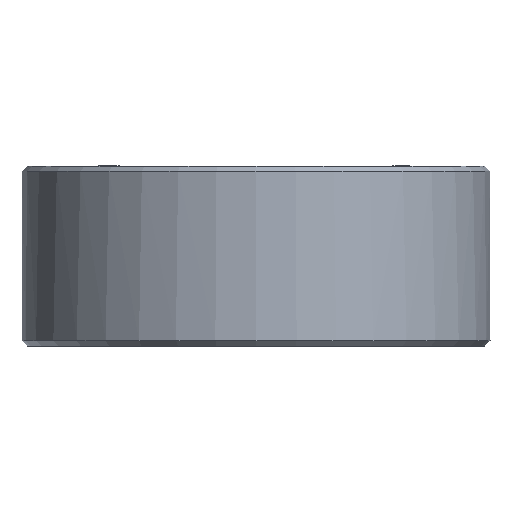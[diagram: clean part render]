
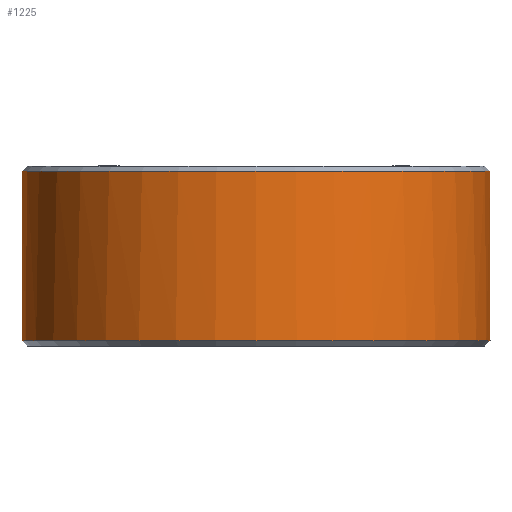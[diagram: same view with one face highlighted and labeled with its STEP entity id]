
A CAD part, front view. The second image highlights one B-rep face of the part: STEP entity #1225.
In plain terms, the highlighted cylindrical face has radius 13 mm (diameter 26 mm), a full revolution.
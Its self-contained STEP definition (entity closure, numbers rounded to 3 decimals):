
#8 = CARTESIAN_POINT ( 'NONE',  ( -12.988, -0.55, 4. ) ) ;
#9 = EDGE_CURVE ( 'NONE', #107, #107, #142, .T. ) ;
#17 = VECTOR ( 'NONE', #96, 1000. ) ;
#25 = DIRECTION ( 'NONE',  ( 0., 0., -1. ) ) ;
#28 = CARTESIAN_POINT ( 'NONE',  ( -12.988, 0.55, 4. ) ) ;
#34 = CARTESIAN_POINT ( 'NONE',  ( 12.988, -0.55, 4. ) ) ;
#37 = CIRCLE ( 'NONE', #584, 13. ) ;
#88 = VERTEX_POINT ( 'NONE', #532 ) ;
#96 = DIRECTION ( 'NONE',  ( 0., 0., 1. ) ) ;
#107 = VERTEX_POINT ( 'NONE', #124 ) ;
#113 = VECTOR ( 'NONE', #305, 1000. ) ;
#120 = LINE ( 'NONE', #370, #17 ) ;
#124 = CARTESIAN_POINT ( 'NONE',  ( -13., 0., -4.7 ) ) ;
#129 = LINE ( 'NONE', #8, #377 ) ;
#142 = CIRCLE ( 'NONE', #687, 13. ) ;
#154 = ORIENTED_EDGE ( 'NONE', *, *, #780, .T. ) ;
#158 = VERTEX_POINT ( 'NONE', #958 ) ;
#177 = EDGE_CURVE ( 'NONE', #423, #1078, #37, .T. ) ;
#234 = DIRECTION ( 'NONE',  ( 0., 0., -1. ) ) ;
#248 = CIRCLE ( 'NONE', #509, 13. ) ;
#305 = DIRECTION ( 'NONE',  ( 0., 0., -1. ) ) ;
#310 = EDGE_LOOP ( 'NONE', ( #1229 ) ) ;
#318 = CARTESIAN_POINT ( 'NONE',  ( 12.988, -0.55, 4. ) ) ;
#334 = DIRECTION ( 'NONE',  ( -1., 0., 0. ) ) ;
#339 = CARTESIAN_POINT ( 'NONE',  ( 0., 0., 5. ) ) ;
#370 = CARTESIAN_POINT ( 'NONE',  ( -12.988, 0.55, 4. ) ) ;
#377 = VECTOR ( 'NONE', #1501, 1000. ) ;
#423 = VERTEX_POINT ( 'NONE', #34 ) ;
#450 = ORIENTED_EDGE ( 'NONE', *, *, #494, .T. ) ;
#451 = DIRECTION ( 'NONE',  ( -1., 0., 0. ) ) ;
#467 = CARTESIAN_POINT ( 'NONE',  ( -12.988, 0.55, 4.7 ) ) ;
#494 = EDGE_CURVE ( 'NONE', #88, #1078, #1421, .T. ) ;
#500 = ORIENTED_EDGE ( 'NONE', *, *, #1036, .T. ) ;
#509 = AXIS2_PLACEMENT_3D ( 'NONE', #522, #25, #1507 ) ;
#514 = ORIENTED_EDGE ( 'NONE', *, *, #177, .F. ) ;
#516 = VERTEX_POINT ( 'NONE', #28 ) ;
#522 = CARTESIAN_POINT ( 'NONE',  ( 0., 0., 4.7 ) ) ;
#532 = CARTESIAN_POINT ( 'NONE',  ( 12.988, 0.55, 4.7 ) ) ;
#537 = ORIENTED_EDGE ( 'NONE', *, *, #842, .T. ) ;
#542 = DIRECTION ( 'NONE',  ( 0., 0., 1. ) ) ;
#555 = DIRECTION ( 'NONE',  ( 0., 0., 1. ) ) ;
#563 = DIRECTION ( 'NONE',  ( 0., 0., -1. ) ) ;
#584 = AXIS2_PLACEMENT_3D ( 'NONE', #1096, #804, #695 ) ;
#601 = CARTESIAN_POINT ( 'NONE',  ( -12.988, -0.55, 4. ) ) ;
#620 = CARTESIAN_POINT ( 'NONE',  ( 12.988, -0.55, 4.7 ) ) ;
#687 = AXIS2_PLACEMENT_3D ( 'NONE', #1541, #542, #1291 ) ;
#689 = AXIS2_PLACEMENT_3D ( 'NONE', #1309, #563, #334 ) ;
#695 = DIRECTION ( 'NONE',  ( -1., 0., 0. ) ) ;
#716 = AXIS2_PLACEMENT_3D ( 'NONE', #920, #1200, #451 ) ;
#767 = CIRCLE ( 'NONE', #716, 13. ) ;
#780 = EDGE_CURVE ( 'NONE', #158, #1554, #129, .T. ) ;
#791 = CIRCLE ( 'NONE', #689, 13. ) ;
#804 = DIRECTION ( 'NONE',  ( 0., 0., 1. ) ) ;
#842 = EDGE_CURVE ( 'NONE', #1213, #158, #248, .T. ) ;
#858 = CYLINDRICAL_SURFACE ( 'NONE', #900, 13. ) ;
#900 = AXIS2_PLACEMENT_3D ( 'NONE', #339, #234, #1356 ) ;
#920 = CARTESIAN_POINT ( 'NONE',  ( 0., 0., 4. ) ) ;
#956 = EDGE_LOOP ( 'NONE', ( #1552, #450, #514, #500, #537, #154, #1025, #1343 ) ) ;
#958 = CARTESIAN_POINT ( 'NONE',  ( -12.988, -0.55, 4.7 ) ) ;
#1021 = EDGE_CURVE ( 'NONE', #516, #1554, #767, .T. ) ;
#1025 = ORIENTED_EDGE ( 'NONE', *, *, #1021, .F. ) ;
#1036 = EDGE_CURVE ( 'NONE', #423, #1213, #1326, .T. ) ;
#1059 = EDGE_CURVE ( 'NONE', #1176, #88, #791, .T. ) ;
#1064 = CARTESIAN_POINT ( 'NONE',  ( 12.988, 0.55, 4. ) ) ;
#1078 = VERTEX_POINT ( 'NONE', #1064 ) ;
#1082 = VECTOR ( 'NONE', #555, 1000. ) ;
#1096 = CARTESIAN_POINT ( 'NONE',  ( 0., 0., 4. ) ) ;
#1176 = VERTEX_POINT ( 'NONE', #467 ) ;
#1179 = EDGE_CURVE ( 'NONE', #516, #1176, #120, .T. ) ;
#1200 = DIRECTION ( 'NONE',  ( 0., 0., 1. ) ) ;
#1213 = VERTEX_POINT ( 'NONE', #620 ) ;
#1225 = ADVANCED_FACE ( 'NONE', ( #1349, #1584 ), #858, .T. ) ;
#1229 = ORIENTED_EDGE ( 'NONE', *, *, #9, .T. ) ;
#1266 = CARTESIAN_POINT ( 'NONE',  ( 12.988, 0.55, 4. ) ) ;
#1291 = DIRECTION ( 'NONE',  ( -1., 0., 0. ) ) ;
#1309 = CARTESIAN_POINT ( 'NONE',  ( 0., 0., 4.7 ) ) ;
#1326 = LINE ( 'NONE', #318, #1082 ) ;
#1343 = ORIENTED_EDGE ( 'NONE', *, *, #1179, .T. ) ;
#1349 = FACE_OUTER_BOUND ( 'NONE', #310, .T. ) ;
#1356 = DIRECTION ( 'NONE',  ( -1., 0., 0. ) ) ;
#1421 = LINE ( 'NONE', #1266, #113 ) ;
#1501 = DIRECTION ( 'NONE',  ( 0., 0., -1. ) ) ;
#1507 = DIRECTION ( 'NONE',  ( -1., 0., 0. ) ) ;
#1541 = CARTESIAN_POINT ( 'NONE',  ( 0., 0., -4.7 ) ) ;
#1552 = ORIENTED_EDGE ( 'NONE', *, *, #1059, .T. ) ;
#1554 = VERTEX_POINT ( 'NONE', #601 ) ;
#1584 = FACE_OUTER_BOUND ( 'NONE', #956, .T. ) ;
